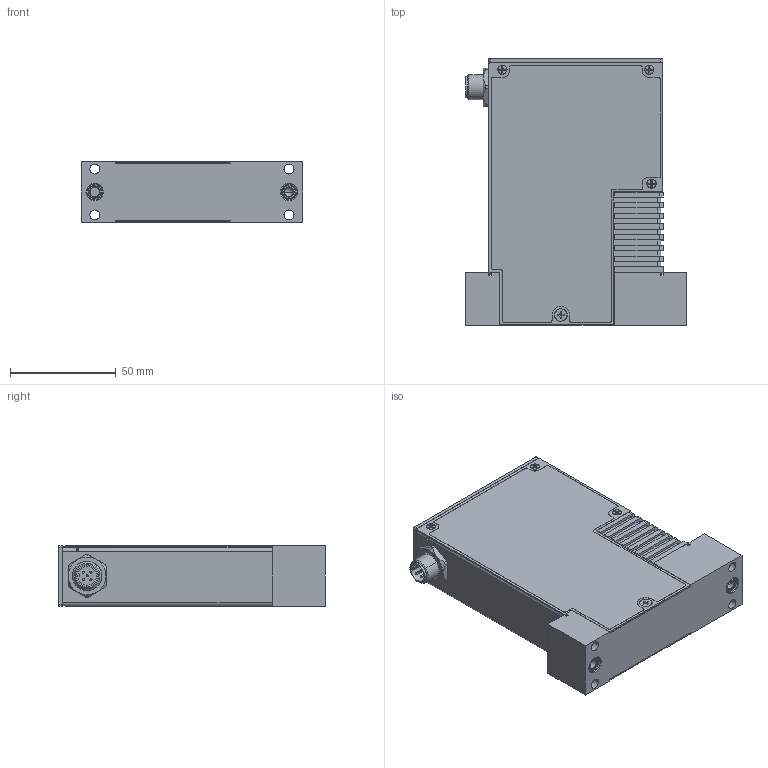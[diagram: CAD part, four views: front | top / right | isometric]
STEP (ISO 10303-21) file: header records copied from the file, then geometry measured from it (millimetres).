
FILE_DESCRIPTION((''),'2;1');
FILE_NAME('ZZZZZ_ASM','2011-06-28T',('cockrofm'),('MKS Instruments, Inc.'),'PRO/ENGINEER BY PARAMETRIC TECHNOLOGY CORPORATION, 2009060','PRO/ENGINEER BY PARAMETRIC TECHNOLOGY CORPORATION, 2009060','');
FILE_SCHEMA(('CONFIG_CONTROL_DESIGN'));
Length unit declared in the file: inch
Products named in the file (29): 1020806_PLATE_COVER; 1029908-001_DNET; 1033239_STANDOFF; 1029908-001_DNET_ASM; 1025430_TOP_PLATE; 1020465_PWB_DISPLAY; 043-7916_DISPLAY; 044-8533_LED-INDICATOR; 1020478_FLEX_CONN_10; 1020466_CCA_DISPLAY_ASM; 134850_PWB_DNET_CONN; 133675_DNET-CONN; 129654-P1_GROUNDLUG_DPC; 134851_CCA_DNET_CONN_ASM; 133675_DNET_CONN_NUT; 1026189-001; 160-0086; 160-0155_2-32_TYPE-B_3-16-LNG; 1032368_LABEL_BACK; 1034133_HEATSINK; 160-9715; 1032367_LABEL_FRT; 160-3974; 160-3700; 1015944_FLOWBODY; 136492_PIN; 1015944_FLOWBODY_W-PIN_ASM; 160-6310; ZZZZZ_ASM
Assembly tree (40 placements, depth 3):
  ZZZZZ_ASM
    1020806_PLATE_COVER
    1029908-001_DNET_ASM
      1029908-001_DNET
      1033239_STANDOFF  x3
    1025430_TOP_PLATE
    1020466_CCA_DISPLAY_ASM
      1020465_PWB_DISPLAY
      043-7916_DISPLAY
      044-8533_LED-INDICATOR  x2
      1020478_FLEX_CONN_10
    134851_CCA_DNET_CONN_ASM
      134850_PWB_DNET_CONN
      133675_DNET-CONN
      129654-P1_GROUNDLUG_DPC
    133675_DNET_CONN_NUT
    1026189-001
    160-0086  x5
    160-0155_2-32_TYPE-B_3-16-LNG  x2
    1032368_LABEL_BACK
    1034133_HEATSINK
    160-9715
    1032367_LABEL_FRT
    160-3974  x3
    160-3700
    1015944_FLOWBODY_W-PIN_ASM
      1015944_FLOWBODY
      136492_PIN
    160-6310  x3
Bounding box: 105.03 x 126.24 x 28.57 mm (x, y, z)
Volume: 104475.1 mm3; surface area: 120885.2 mm2
Topology: 36 solids, 51 shells, 2098 faces, 5663 edges, 3431 vertices
Faces by surface type: plane 1048, cylinder 500, bspline 382, cone 124, torus 30, sphere 14
Entity records: 55557 total; most frequent: CARTESIAN_POINT 13239, ORIENTED_EDGE 8748, DIRECTION 8480, EDGE_CURVE 4401, VECTOR 2972, LINE 2972, VERTEX_POINT 2951, AXIS2_PLACEMENT_3D 2754
